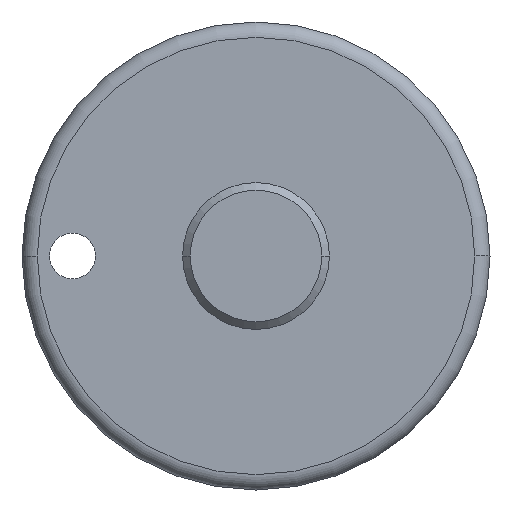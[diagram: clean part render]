
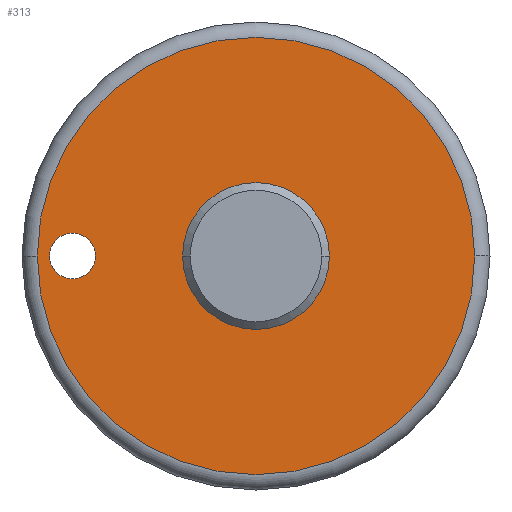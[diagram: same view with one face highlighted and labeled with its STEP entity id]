
A CAD part, left-side view. The second image highlights one B-rep face of the part: STEP entity #313.
In plain terms, the highlighted planar face has unit normal (-1, 0, 0).
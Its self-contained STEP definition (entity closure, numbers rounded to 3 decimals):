
#1 = CIRCLE ( 'NONE', #910, 1.5 ) ;
#6 = CIRCLE ( 'NONE', #766, 4.8 ) ;
#11 = AXIS2_PLACEMENT_3D ( 'NONE', #296, #640, #901 ) ;
#75 = CIRCLE ( 'NONE', #391, 4.8 ) ;
#129 = CARTESIAN_POINT ( 'NONE',  ( -106.681, -13.579, 0. ) ) ;
#153 = VERTEX_POINT ( 'NONE', #427 ) ;
#178 = ORIENTED_EDGE ( 'NONE', *, *, #551, .T. ) ;
#195 = ORIENTED_EDGE ( 'NONE', *, *, #1016, .F. ) ;
#198 = DIRECTION ( 'NONE',  ( 1., 0., 0. ) ) ;
#207 = AXIS2_PLACEMENT_3D ( 'NONE', #340, #1014, #840 ) ;
#209 = VERTEX_POINT ( 'NONE', #844 ) ;
#230 = CARTESIAN_POINT ( 'NONE',  ( -106.681, 0.721, 0. ) ) ;
#240 = VERTEX_POINT ( 'NONE', #342 ) ;
#263 = DIRECTION ( 'NONE',  ( 0., 1., 0. ) ) ;
#296 = CARTESIAN_POINT ( 'NONE',  ( -106.681, 0.721, 0. ) ) ;
#304 = DIRECTION ( 'NONE',  ( -1., 0., 0. ) ) ;
#312 = FACE_OUTER_BOUND ( 'NONE', #849, .T. ) ;
#313 = ADVANCED_FACE ( 'NONE', ( #1077, #312, #673 ), #765, .F. ) ;
#340 = CARTESIAN_POINT ( 'NONE',  ( -106.681, 0.721, 0. ) ) ;
#342 = CARTESIAN_POINT ( 'NONE',  ( -106.681, 11.221, 0. ) ) ;
#348 = AXIS2_PLACEMENT_3D ( 'NONE', #922, #815, #915 ) ;
#389 = DIRECTION ( 'NONE',  ( 0., -1., 0. ) ) ;
#391 = AXIS2_PLACEMENT_3D ( 'NONE', #230, #304, #389 ) ;
#427 = CARTESIAN_POINT ( 'NONE',  ( -106.681, 15.021, 0. ) ) ;
#463 = CARTESIAN_POINT ( 'NONE',  ( -106.681, 12.721, 0. ) ) ;
#467 = ORIENTED_EDGE ( 'NONE', *, *, #816, .T. ) ;
#510 = VERTEX_POINT ( 'NONE', #580 ) ;
#539 = EDGE_LOOP ( 'NONE', ( #567, #178 ) ) ;
#540 = DIRECTION ( 'NONE',  ( 0., 1., 0. ) ) ;
#549 = ORIENTED_EDGE ( 'NONE', *, *, #749, .F. ) ;
#550 = DIRECTION ( 'NONE',  ( -1., 0., 0. ) ) ;
#551 = EDGE_CURVE ( 'NONE', #240, #209, #693, .T. ) ;
#560 = CARTESIAN_POINT ( 'NONE',  ( -106.681, 5.521, 0. ) ) ;
#567 = ORIENTED_EDGE ( 'NONE', *, *, #752, .T. ) ;
#580 = CARTESIAN_POINT ( 'NONE',  ( -106.681, -4.079, 0. ) ) ;
#591 = EDGE_CURVE ( 'NONE', #979, #153, #725, .T. ) ;
#625 = EDGE_LOOP ( 'NONE', ( #195, #549 ) ) ;
#635 = DIRECTION ( 'NONE',  ( 1., 0., 0. ) ) ;
#640 = DIRECTION ( 'NONE',  ( -1., 0., 0. ) ) ;
#673 = FACE_BOUND ( 'NONE', #625, .T. ) ;
#693 = CIRCLE ( 'NONE', #348, 1.5 ) ;
#725 = CIRCLE ( 'NONE', #207, 14.3 ) ;
#732 = CIRCLE ( 'NONE', #11, 14.3 ) ;
#749 = EDGE_CURVE ( 'NONE', #902, #510, #6, .T. ) ;
#752 = EDGE_CURVE ( 'NONE', #209, #240, #1, .T. ) ;
#765 = PLANE ( 'NONE',  #923 ) ;
#766 = AXIS2_PLACEMENT_3D ( 'NONE', #1087, #550, #797 ) ;
#797 = DIRECTION ( 'NONE',  ( 0., -1., 0. ) ) ;
#815 = DIRECTION ( 'NONE',  ( 1., 0., 0. ) ) ;
#816 = EDGE_CURVE ( 'NONE', #153, #979, #732, .T. ) ;
#840 = DIRECTION ( 'NONE',  ( 0., 1., 0. ) ) ;
#844 = CARTESIAN_POINT ( 'NONE',  ( -106.681, 14.221, 0. ) ) ;
#849 = EDGE_LOOP ( 'NONE', ( #467, #896 ) ) ;
#896 = ORIENTED_EDGE ( 'NONE', *, *, #591, .T. ) ;
#901 = DIRECTION ( 'NONE',  ( 0., 1., 0. ) ) ;
#902 = VERTEX_POINT ( 'NONE', #560 ) ;
#910 = AXIS2_PLACEMENT_3D ( 'NONE', #463, #635, #540 ) ;
#915 = DIRECTION ( 'NONE',  ( 0., 1., 0. ) ) ;
#922 = CARTESIAN_POINT ( 'NONE',  ( -106.681, 12.721, 0. ) ) ;
#923 = AXIS2_PLACEMENT_3D ( 'NONE', #1039, #198, #263 ) ;
#979 = VERTEX_POINT ( 'NONE', #129 ) ;
#1014 = DIRECTION ( 'NONE',  ( -1., 0., 0. ) ) ;
#1016 = EDGE_CURVE ( 'NONE', #510, #902, #75, .T. ) ;
#1039 = CARTESIAN_POINT ( 'NONE',  ( -106.681, 16.021, 0. ) ) ;
#1077 = FACE_BOUND ( 'NONE', #539, .T. ) ;
#1087 = CARTESIAN_POINT ( 'NONE',  ( -106.681, 0.721, 0. ) ) ;
